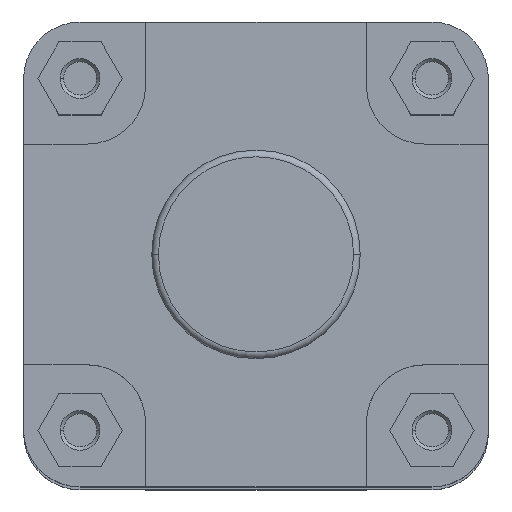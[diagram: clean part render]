
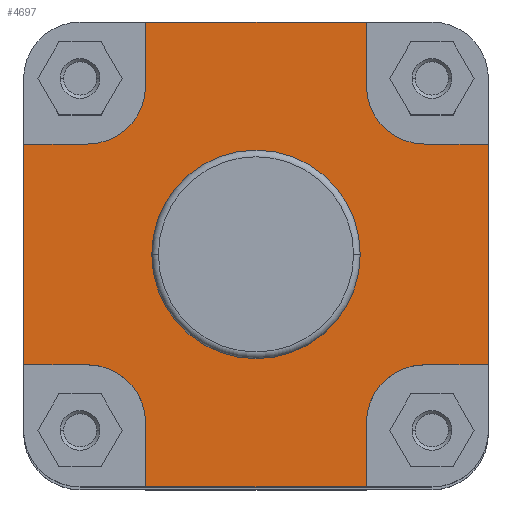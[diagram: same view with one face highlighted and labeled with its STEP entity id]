
A CAD part, top view. The second image highlights one B-rep face of the part: STEP entity #4697.
In plain terms, the highlighted planar face has unit normal (0, 0, 1).
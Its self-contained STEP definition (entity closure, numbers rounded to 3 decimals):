
#344 = EDGE_CURVE ( 'NONE', #4348, #4347, #1862, .T. ) ;
#345 = EDGE_CURVE ( 'NONE', #4347, #4346, #1872, .T. ) ;
#349 = EDGE_CURVE ( 'NONE', #4349, #4348, #1866, .T. ) ;
#355 = EDGE_CURVE ( 'NONE', #4351, #4350, #1886, .T. ) ;
#357 = EDGE_CURVE ( 'NONE', #4350, #4349, #1882, .T. ) ;
#361 = EDGE_CURVE ( 'NONE', #4336, #4351, #1884, .T. ) ;
#451 = EDGE_CURVE ( 'NONE', #4346, #4345, #2056, .T. ) ;
#587 = AXIS2_PLACEMENT_3D ( 'NONE', #2926, #2927, #2928 ) ;
#606 = AXIS2_PLACEMENT_3D ( 'NONE', #2946, #2952, #2953 ) ;
#637 = AXIS2_PLACEMENT_3D ( 'NONE', #3227, #3246, #3247 ) ;
#930 = AXIS2_PLACEMENT_3D ( 'NONE', #6909, #6911, #6912 ) ;
#944 = AXIS2_PLACEMENT_3D ( 'NONE', #7005, #7025, #7026 ) ;
#949 = AXIS2_PLACEMENT_3D ( 'NONE', #7040, #7075, #7076 ) ;
#951 = AXIS2_PLACEMENT_3D ( 'NONE', #7079, #7086, #7087 ) ;
#992 = ORIENTED_EDGE ( 'NONE', *, *, #7160, .F. ) ;
#993 = ORIENTED_EDGE ( 'NONE', *, *, #6960, .F. ) ;
#994 = ORIENTED_EDGE ( 'NONE', *, *, #7015, .F. ) ;
#995 = ORIENTED_EDGE ( 'NONE', *, *, #7237, .F. ) ;
#996 = ORIENTED_EDGE ( 'NONE', *, *, #451, .F. ) ;
#997 = ORIENTED_EDGE ( 'NONE', *, *, #345, .F. ) ;
#998 = ORIENTED_EDGE ( 'NONE', *, *, #344, .F. ) ;
#999 = ORIENTED_EDGE ( 'NONE', *, *, #349, .F. ) ;
#1000 = ORIENTED_EDGE ( 'NONE', *, *, #357, .F. ) ;
#1001 = ORIENTED_EDGE ( 'NONE', *, *, #355, .F. ) ;
#1002 = ORIENTED_EDGE ( 'NONE', *, *, #361, .F. ) ;
#1862 = LINE ( 'NONE', #2924, #1868 ) ;
#1866 = LINE ( 'NONE', #2935, #1877 ) ;
#1868 = VECTOR ( 'NONE', #2925, 1000. ) ;
#1872 = CIRCLE ( 'NONE', #587, 17.5 ) ;
#1877 = VECTOR ( 'NONE', #2939, 1000. ) ;
#1878 = VECTOR ( 'NONE', #2959, 1000. ) ;
#1882 = LINE ( 'NONE', #2958, #1878 ) ;
#1884 = LINE ( 'NONE', #2969, #1888 ) ;
#1886 = CIRCLE ( 'NONE', #606, 17.5 ) ;
#1888 = VECTOR ( 'NONE', #2970, 1000. ) ;
#2042 = VECTOR ( 'NONE', #3168, 1000. ) ;
#2056 = LINE ( 'NONE', #3155, #2042 ) ;
#2119 = CIRCLE ( 'NONE', #637, 31.4 ) ;
#2924 = CARTESIAN_POINT ( 'NONE',  ( 33.25, 50.75, -6. ) ) ;
#2925 = DIRECTION ( 'NONE',  ( 0., -1., 0. ) ) ;
#2926 = CARTESIAN_POINT ( 'NONE',  ( 50.75, 50.75, -6. ) ) ;
#2927 = DIRECTION ( 'NONE',  ( 0., 0., 1. ) ) ;
#2928 = DIRECTION ( 'NONE',  ( -1., 0., 0. ) ) ;
#2935 = CARTESIAN_POINT ( 'NONE',  ( 0., 70., -6. ) ) ;
#2939 = DIRECTION ( 'NONE',  ( 1., 0., 0. ) ) ;
#2946 = CARTESIAN_POINT ( 'NONE',  ( -50.75, 50.75, -6. ) ) ;
#2952 = DIRECTION ( 'NONE',  ( 0., 0., 1. ) ) ;
#2953 = DIRECTION ( 'NONE',  ( -1., 0., 0. ) ) ;
#2958 = CARTESIAN_POINT ( 'NONE',  ( -33.25, 70., -6. ) ) ;
#2959 = DIRECTION ( 'NONE',  ( 0., 1., 0. ) ) ;
#2969 = CARTESIAN_POINT ( 'NONE',  ( -50.75, 33.25, -6. ) ) ;
#2970 = DIRECTION ( 'NONE',  ( 1., 0., 0. ) ) ;
#3155 = CARTESIAN_POINT ( 'NONE',  ( 70., 33.25, -6. ) ) ;
#3168 = DIRECTION ( 'NONE',  ( 1., 0., 0. ) ) ;
#3227 = CARTESIAN_POINT ( 'NONE',  ( 0., 0., -6. ) ) ;
#3246 = DIRECTION ( 'NONE',  ( 0., 0., 1. ) ) ;
#3247 = DIRECTION ( 'NONE',  ( 1., 0., 0. ) ) ;
#3438 = EDGE_CURVE ( 'NONE', #4286, #4287, #2119, .T. ) ;
#3629 = EDGE_LOOP ( 'NONE', ( #3994, #4003 ) ) ;
#3633 = EDGE_LOOP ( 'NONE', ( #4004, #4019, #3998, #4005, #4021, #992, #993, #994, #995, #996, #997, #998, #999, #1000, #1001, #1002 ) ) ;
#3994 = ORIENTED_EDGE ( 'NONE', *, *, #3438, .F. ) ;
#3998 = ORIENTED_EDGE ( 'NONE', *, *, #7229, .F. ) ;
#4003 = ORIENTED_EDGE ( 'NONE', *, *, #7233, .F. ) ;
#4004 = ORIENTED_EDGE ( 'NONE', *, *, #7227, .T. ) ;
#4005 = ORIENTED_EDGE ( 'NONE', *, *, #7236, .F. ) ;
#4019 = ORIENTED_EDGE ( 'NONE', *, *, #7184, .F. ) ;
#4021 = ORIENTED_EDGE ( 'NONE', *, *, #6948, .T. ) ;
#4286 = VERTEX_POINT ( 'NONE', #5816 ) ;
#4287 = VERTEX_POINT ( 'NONE', #5817 ) ;
#4336 = VERTEX_POINT ( 'NONE', #5866 ) ;
#4337 = VERTEX_POINT ( 'NONE', #5867 ) ;
#4338 = VERTEX_POINT ( 'NONE', #5868 ) ;
#4339 = VERTEX_POINT ( 'NONE', #5869 ) ;
#4340 = VERTEX_POINT ( 'NONE', #5870 ) ;
#4341 = VERTEX_POINT ( 'NONE', #5871 ) ;
#4342 = VERTEX_POINT ( 'NONE', #5872 ) ;
#4343 = VERTEX_POINT ( 'NONE', #5873 ) ;
#4344 = VERTEX_POINT ( 'NONE', #5874 ) ;
#4345 = VERTEX_POINT ( 'NONE', #5875 ) ;
#4346 = VERTEX_POINT ( 'NONE', #5876 ) ;
#4347 = VERTEX_POINT ( 'NONE', #5877 ) ;
#4348 = VERTEX_POINT ( 'NONE', #5878 ) ;
#4349 = VERTEX_POINT ( 'NONE', #5879 ) ;
#4350 = VERTEX_POINT ( 'NONE', #5880 ) ;
#4351 = VERTEX_POINT ( 'NONE', #5881 ) ;
#4697 = ADVANCED_FACE ( 'NONE', ( #5387, #5389 ), #6910, .F. ) ;
#5387 = FACE_BOUND ( 'NONE', #3629, .T. ) ;
#5389 = FACE_OUTER_BOUND ( 'NONE', #3633, .T. ) ;
#5426 = LINE ( 'NONE', #6994, #5428 ) ;
#5428 = VECTOR ( 'NONE', #6995, 1000. ) ;
#5453 = CIRCLE ( 'NONE', #944, 17.5 ) ;
#5476 = LINE ( 'NONE', #7055, #5477 ) ;
#5477 = VECTOR ( 'NONE', #7056, 1000. ) ;
#5480 = LINE ( 'NONE', #7059, #5481 ) ;
#5481 = VECTOR ( 'NONE', #7060, 1000. ) ;
#5482 = LINE ( 'NONE', #7061, #5483 ) ;
#5483 = VECTOR ( 'NONE', #7062, 1000. ) ;
#5488 = LINE ( 'NONE', #7070, #5489 ) ;
#5489 = VECTOR ( 'NONE', #7071, 1000. ) ;
#5492 = CIRCLE ( 'NONE', #949, 17.5 ) ;
#5497 = CIRCLE ( 'NONE', #951, 31.4 ) ;
#5500 = LINE ( 'NONE', #7092, #5501 ) ;
#5501 = VECTOR ( 'NONE', #7093, 1000. ) ;
#5502 = LINE ( 'NONE', #7094, #5503 ) ;
#5503 = VECTOR ( 'NONE', #7095, 1000. ) ;
#5816 = CARTESIAN_POINT ( 'NONE',  ( 31.4, 0., -6. ) ) ;
#5817 = CARTESIAN_POINT ( 'NONE',  ( -31.4, 0., -6. ) ) ;
#5866 = CARTESIAN_POINT ( 'NONE',  ( -70., 33.25, -6. ) ) ;
#5867 = CARTESIAN_POINT ( 'NONE',  ( -70., -33.25, -6. ) ) ;
#5868 = CARTESIAN_POINT ( 'NONE',  ( -50.75, -33.25, -6. ) ) ;
#5869 = CARTESIAN_POINT ( 'NONE',  ( -33.25, -50.75, -6. ) ) ;
#5870 = CARTESIAN_POINT ( 'NONE',  ( -33.25, -70., -6. ) ) ;
#5871 = CARTESIAN_POINT ( 'NONE',  ( 33.25, -70., -6. ) ) ;
#5872 = CARTESIAN_POINT ( 'NONE',  ( 33.25, -50.75, -6. ) ) ;
#5873 = CARTESIAN_POINT ( 'NONE',  ( 50.75, -33.25, -6. ) ) ;
#5874 = CARTESIAN_POINT ( 'NONE',  ( 70., -33.25, -6. ) ) ;
#5875 = CARTESIAN_POINT ( 'NONE',  ( 70., 33.25, -6. ) ) ;
#5876 = CARTESIAN_POINT ( 'NONE',  ( 50.75, 33.25, -6. ) ) ;
#5877 = CARTESIAN_POINT ( 'NONE',  ( 33.25, 50.75, -6. ) ) ;
#5878 = CARTESIAN_POINT ( 'NONE',  ( 33.25, 70., -6. ) ) ;
#5879 = CARTESIAN_POINT ( 'NONE',  ( -33.25, 70., -6. ) ) ;
#5880 = CARTESIAN_POINT ( 'NONE',  ( -33.25, 50.75, -6. ) ) ;
#5881 = CARTESIAN_POINT ( 'NONE',  ( -50.75, 33.25, -6. ) ) ;
#6909 = CARTESIAN_POINT ( 'NONE',  ( 0., 31.4, -6. ) ) ;
#6910 = PLANE ( 'NONE',  #930 ) ;
#6911 = DIRECTION ( 'NONE',  ( 0., 0., -1. ) ) ;
#6912 = DIRECTION ( 'NONE',  ( -1., 0., 0. ) ) ;
#6948 = EDGE_CURVE ( 'NONE', #4340, #4341, #5426, .T. ) ;
#6960 = EDGE_CURVE ( 'NONE', #4343, #4342, #5453, .T. ) ;
#6994 = CARTESIAN_POINT ( 'NONE',  ( 0., -70., -6. ) ) ;
#6995 = DIRECTION ( 'NONE',  ( 1., 0., 0. ) ) ;
#7005 = CARTESIAN_POINT ( 'NONE',  ( 50.75, -50.75, -6. ) ) ;
#7015 = EDGE_CURVE ( 'NONE', #4344, #4343, #5476, .T. ) ;
#7025 = DIRECTION ( 'NONE',  ( 0., 0., 1. ) ) ;
#7026 = DIRECTION ( 'NONE',  ( -1., 0., 0. ) ) ;
#7040 = CARTESIAN_POINT ( 'NONE',  ( -50.75, -50.75, -6. ) ) ;
#7055 = CARTESIAN_POINT ( 'NONE',  ( 50.75, -33.25, -6. ) ) ;
#7056 = DIRECTION ( 'NONE',  ( -1., 0., 0. ) ) ;
#7059 = CARTESIAN_POINT ( 'NONE',  ( 33.25, -70., -6. ) ) ;
#7060 = DIRECTION ( 'NONE',  ( 0., -1., 0. ) ) ;
#7061 = CARTESIAN_POINT ( 'NONE',  ( -70., -33.25, -6. ) ) ;
#7062 = DIRECTION ( 'NONE',  ( -1., 0., 0. ) ) ;
#7070 = CARTESIAN_POINT ( 'NONE',  ( -70., -154.141, -6. ) ) ;
#7071 = DIRECTION ( 'NONE',  ( 0., -1., 0. ) ) ;
#7075 = DIRECTION ( 'NONE',  ( 0., 0., 1. ) ) ;
#7076 = DIRECTION ( 'NONE',  ( -1., 0., 0. ) ) ;
#7079 = CARTESIAN_POINT ( 'NONE',  ( 0., 0., -6. ) ) ;
#7086 = DIRECTION ( 'NONE',  ( 0., 0., 1. ) ) ;
#7087 = DIRECTION ( 'NONE',  ( 1., 0., 0. ) ) ;
#7092 = CARTESIAN_POINT ( 'NONE',  ( -33.25, -50.75, -6. ) ) ;
#7093 = DIRECTION ( 'NONE',  ( 0., 1., 0. ) ) ;
#7094 = CARTESIAN_POINT ( 'NONE',  ( 70., -154.141, -6. ) ) ;
#7095 = DIRECTION ( 'NONE',  ( 0., -1., 0. ) ) ;
#7160 = EDGE_CURVE ( 'NONE', #4342, #4341, #5480, .T. ) ;
#7184 = EDGE_CURVE ( 'NONE', #4338, #4337, #5482, .T. ) ;
#7227 = EDGE_CURVE ( 'NONE', #4336, #4337, #5488, .T. ) ;
#7229 = EDGE_CURVE ( 'NONE', #4339, #4338, #5492, .T. ) ;
#7233 = EDGE_CURVE ( 'NONE', #4287, #4286, #5497, .T. ) ;
#7236 = EDGE_CURVE ( 'NONE', #4340, #4339, #5500, .T. ) ;
#7237 = EDGE_CURVE ( 'NONE', #4345, #4344, #5502, .T. ) ;
